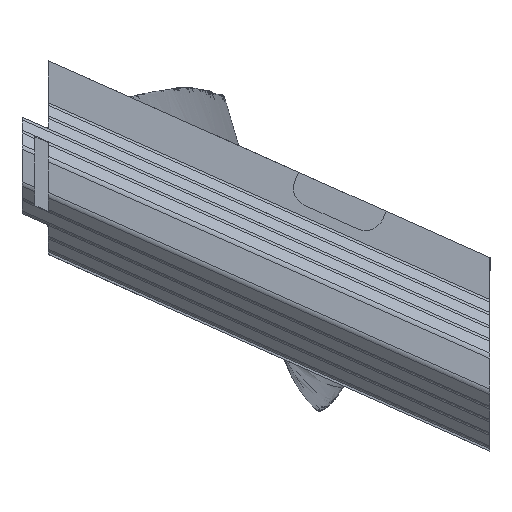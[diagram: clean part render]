
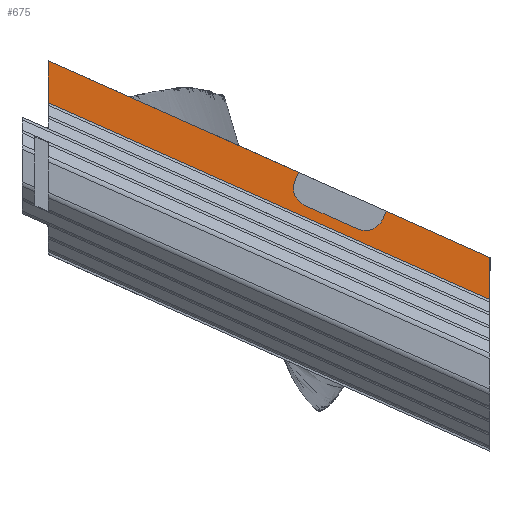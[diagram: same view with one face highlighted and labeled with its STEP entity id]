
A CAD part, top view. The second image highlights one B-rep face of the part: STEP entity #675.
In plain terms, the highlighted planar face has unit normal (0, 0, 1).
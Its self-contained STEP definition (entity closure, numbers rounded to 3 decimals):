
#84=CIRCLE('',#2010,4.5);
#85=CIRCLE('',#2011,4.5);
#91=PLANE('',#2012);
#236=LINE('',#5528,#411);
#240=LINE('',#5536,#415);
#275=LINE('',#6145,#450);
#276=LINE('',#6147,#451);
#277=LINE('',#6148,#452);
#278=LINE('',#6150,#453);
#279=LINE('',#6154,#454);
#280=LINE('',#6158,#455);
#411=VECTOR('',#2185,1.);
#415=VECTOR('',#2191,1.);
#450=VECTOR('',#2310,1.);
#451=VECTOR('',#2311,1.);
#452=VECTOR('',#2312,1.);
#453=VECTOR('',#2313,1.);
#454=VECTOR('',#2316,1.);
#455=VECTOR('',#2319,1.);
#577=FACE_OUTER_BOUND('',#779,.T.);
#675=ADVANCED_FACE('',(#577),#91,.F.);
#779=EDGE_LOOP('',(#1015,#1016,#1017,#1018,#1019,#1020,#1021,#1022,#1023,
#1024));
#1015=ORIENTED_EDGE('',*,*,#1771,.F.);
#1016=ORIENTED_EDGE('',*,*,#1687,.T.);
#1017=ORIENTED_EDGE('',*,*,#1772,.F.);
#1018=ORIENTED_EDGE('',*,*,#1691,.T.);
#1019=ORIENTED_EDGE('',*,*,#1773,.F.);
#1020=ORIENTED_EDGE('',*,*,#1774,.T.);
#1021=ORIENTED_EDGE('',*,*,#1775,.T.);
#1022=ORIENTED_EDGE('',*,*,#1776,.T.);
#1023=ORIENTED_EDGE('',*,*,#1777,.T.);
#1024=ORIENTED_EDGE('',*,*,#1778,.T.);
#1493=VERTEX_POINT('',#5527);
#1494=VERTEX_POINT('',#5529);
#1496=VERTEX_POINT('',#5535);
#1497=VERTEX_POINT('',#5537);
#1569=VERTEX_POINT('',#6146);
#1570=VERTEX_POINT('',#6149);
#1571=VERTEX_POINT('',#6151);
#1572=VERTEX_POINT('',#6153);
#1573=VERTEX_POINT('',#6155);
#1574=VERTEX_POINT('',#6157);
#1687=EDGE_CURVE('',#1494,#1493,#236,.T.);
#1691=EDGE_CURVE('',#1497,#1496,#240,.T.);
#1771=EDGE_CURVE('',#1494,#1569,#275,.T.);
#1772=EDGE_CURVE('',#1497,#1493,#276,.T.);
#1773=EDGE_CURVE('',#1570,#1496,#277,.T.);
#1774=EDGE_CURVE('',#1570,#1571,#278,.T.);
#1775=EDGE_CURVE('',#1571,#1572,#84,.T.);
#1776=EDGE_CURVE('',#1572,#1573,#279,.T.);
#1777=EDGE_CURVE('',#1573,#1574,#85,.T.);
#1778=EDGE_CURVE('',#1574,#1569,#280,.T.);
#2010=AXIS2_PLACEMENT_3D('',#6152,#2314,#2315);
#2011=AXIS2_PLACEMENT_3D('',#6156,#2317,#2318);
#2012=AXIS2_PLACEMENT_3D('',#6159,#2320,#2321);
#2185=DIRECTION('',(0.,-1.,0.));
#2191=DIRECTION('',(0.,1.,0.));
#2310=DIRECTION('',(0.914,-0.407,0.));
#2311=DIRECTION('',(-0.914,0.407,0.));
#2312=DIRECTION('',(0.914,-0.407,0.));
#2313=DIRECTION('',(-0.407,-0.914,0.));
#2314=DIRECTION('',(0.,0.,-1.));
#2315=DIRECTION('',(-1.,0.,0.));
#2316=DIRECTION('',(-0.914,0.407,0.));
#2317=DIRECTION('',(0.,0.,-1.));
#2318=DIRECTION('',(-1.,0.,0.));
#2319=DIRECTION('',(0.407,0.914,0.));
#2320=DIRECTION('',(0.,0.,-1.));
#2321=DIRECTION('',(-1.,0.,0.));
#5527=CARTESIAN_POINT('',(-49.299,27.078,-41.75));
#5528=CARTESIAN_POINT('',(-49.299,-18.046,-41.75));
#5529=CARTESIAN_POINT('',(-49.299,37.159,-41.75));
#5535=CARTESIAN_POINT('',(55.565,-9.529,-41.75));
#5536=CARTESIAN_POINT('',(55.565,-18.046,-41.75));
#5537=CARTESIAN_POINT('',(55.565,-19.61,-41.75));
#6145=CARTESIAN_POINT('',(74.746,-18.069,-41.75));
#6146=CARTESIAN_POINT('',(10.132,10.699,-41.75));
#6147=CARTESIAN_POINT('',(71.,-26.483,-41.75));
#6148=CARTESIAN_POINT('',(74.746,-18.069,-41.75));
#6149=CARTESIAN_POINT('',(30.926,1.441,-41.75));
#6150=CARTESIAN_POINT('',(30.936,1.464,-41.75));
#6151=CARTESIAN_POINT('',(30.077,-0.467,-41.75));
#6152=CARTESIAN_POINT('',(25.966,1.363,-41.75));
#6153=CARTESIAN_POINT('',(24.135,-2.748,-41.75));
#6154=CARTESIAN_POINT('',(72.066,-24.088,-41.75));
#6155=CARTESIAN_POINT('',(11.563,2.85,-41.75));
#6156=CARTESIAN_POINT('',(13.394,6.961,-41.75));
#6157=CARTESIAN_POINT('',(9.283,8.791,-41.75));
#6158=CARTESIAN_POINT('',(10.142,10.722,-41.75));
#6159=CARTESIAN_POINT('',(74.757,-18.046,-41.75));
